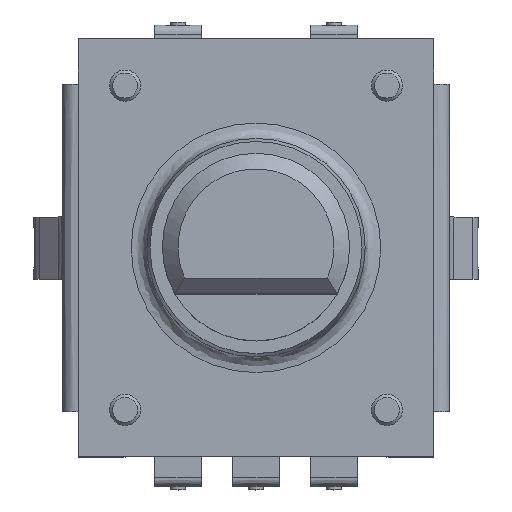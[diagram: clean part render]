
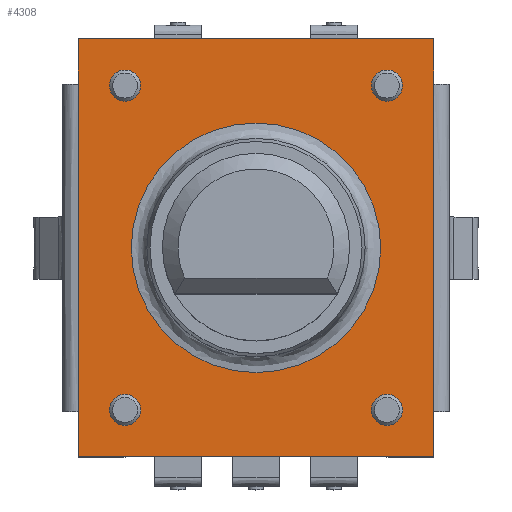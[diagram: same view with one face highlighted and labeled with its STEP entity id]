
A CAD part, top view. The second image highlights one B-rep face of the part: STEP entity #4308.
In plain terms, the highlighted planar face has unit normal (0, 0, 1).
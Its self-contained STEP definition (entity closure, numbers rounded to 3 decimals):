
#118=FACE_BOUND('',#589,.T.);
#119=FACE_BOUND('',#590,.T.);
#120=FACE_BOUND('',#591,.T.);
#121=FACE_BOUND('',#592,.T.);
#122=FACE_BOUND('',#593,.T.);
#144=PLANE('',#4565);
#342=FACE_OUTER_BOUND('',#588,.T.);
#588=EDGE_LOOP('',(#3077,#3078,#3079,#3080,#3081,#3082,#3083,#3084));
#589=EDGE_LOOP('',(#3085));
#590=EDGE_LOOP('',(#3086));
#591=EDGE_LOOP('',(#3087));
#592=EDGE_LOOP('',(#3088));
#593=EDGE_LOOP('',(#3089));
#870=LINE('',#6264,#1401);
#871=LINE('',#6266,#1402);
#872=LINE('',#6268,#1403);
#873=LINE('',#6270,#1404);
#874=LINE('',#6272,#1405);
#875=LINE('',#6274,#1406);
#876=LINE('',#6276,#1407);
#877=LINE('',#6277,#1408);
#1401=VECTOR('',#4898,10.);
#1402=VECTOR('',#4899,10.);
#1403=VECTOR('',#4900,10.);
#1404=VECTOR('',#4901,10.);
#1405=VECTOR('',#4902,10.);
#1406=VECTOR('',#4903,10.);
#1407=VECTOR('',#4904,10.);
#1408=VECTOR('',#4905,10.);
#1910=CIRCLE('',#4564,4.);
#1911=CIRCLE('',#4566,0.5);
#1912=CIRCLE('',#4567,0.5);
#1913=CIRCLE('',#4568,0.5);
#1914=CIRCLE('',#4569,0.5);
#2001=VERTEX_POINT('',#6252);
#2002=VERTEX_POINT('',#6262);
#2003=VERTEX_POINT('',#6263);
#2004=VERTEX_POINT('',#6265);
#2005=VERTEX_POINT('',#6267);
#2006=VERTEX_POINT('',#6269);
#2007=VERTEX_POINT('',#6271);
#2008=VERTEX_POINT('',#6273);
#2009=VERTEX_POINT('',#6275);
#2010=VERTEX_POINT('',#6278);
#2011=VERTEX_POINT('',#6280);
#2012=VERTEX_POINT('',#6282);
#2013=VERTEX_POINT('',#6284);
#2427=EDGE_CURVE('',#2001,#2001,#1910,.T.);
#2428=EDGE_CURVE('',#2002,#2003,#870,.T.);
#2429=EDGE_CURVE('',#2004,#2002,#871,.T.);
#2430=EDGE_CURVE('',#2005,#2004,#872,.T.);
#2431=EDGE_CURVE('',#2006,#2005,#873,.T.);
#2432=EDGE_CURVE('',#2007,#2006,#874,.T.);
#2433=EDGE_CURVE('',#2008,#2007,#875,.T.);
#2434=EDGE_CURVE('',#2009,#2008,#876,.T.);
#2435=EDGE_CURVE('',#2003,#2009,#877,.T.);
#2436=EDGE_CURVE('',#2010,#2010,#1911,.T.);
#2437=EDGE_CURVE('',#2011,#2011,#1912,.T.);
#2438=EDGE_CURVE('',#2012,#2012,#1913,.T.);
#2439=EDGE_CURVE('',#2013,#2013,#1914,.T.);
#3077=ORIENTED_EDGE('',*,*,#2428,.F.);
#3078=ORIENTED_EDGE('',*,*,#2429,.F.);
#3079=ORIENTED_EDGE('',*,*,#2430,.F.);
#3080=ORIENTED_EDGE('',*,*,#2431,.F.);
#3081=ORIENTED_EDGE('',*,*,#2432,.F.);
#3082=ORIENTED_EDGE('',*,*,#2433,.F.);
#3083=ORIENTED_EDGE('',*,*,#2434,.F.);
#3084=ORIENTED_EDGE('',*,*,#2435,.F.);
#3085=ORIENTED_EDGE('',*,*,#2436,.T.);
#3086=ORIENTED_EDGE('',*,*,#2437,.T.);
#3087=ORIENTED_EDGE('',*,*,#2438,.T.);
#3088=ORIENTED_EDGE('',*,*,#2439,.T.);
#3089=ORIENTED_EDGE('',*,*,#2427,.F.);
#4308=ADVANCED_FACE('',(#342,#118,#119,#120,#121,#122),#144,.T.);
#4564=AXIS2_PLACEMENT_3D('',#6260,#4894,#4895);
#4565=AXIS2_PLACEMENT_3D('',#6261,#4896,#4897);
#4566=AXIS2_PLACEMENT_3D('',#6279,#4906,#4907);
#4567=AXIS2_PLACEMENT_3D('',#6281,#4908,#4909);
#4568=AXIS2_PLACEMENT_3D('',#6283,#4910,#4911);
#4569=AXIS2_PLACEMENT_3D('',#6285,#4912,#4913);
#4894=DIRECTION('center_axis',(0.,0.,1.));
#4895=DIRECTION('ref_axis',(1.,0.,0.));
#4896=DIRECTION('center_axis',(0.,0.,1.));
#4897=DIRECTION('ref_axis',(1.,0.,0.));
#4898=DIRECTION('',(0.,-1.,0.));
#4899=DIRECTION('',(0.,-1.,0.));
#4900=DIRECTION('',(1.,0.,0.));
#4901=DIRECTION('',(0.,1.,0.));
#4902=DIRECTION('',(0.,1.,0.));
#4903=DIRECTION('',(0.,1.,0.));
#4904=DIRECTION('',(-1.,0.,0.));
#4905=DIRECTION('',(0.,-1.,0.));
#4906=DIRECTION('center_axis',(0.,0.,-1.));
#4907=DIRECTION('ref_axis',(1.,0.,0.));
#4908=DIRECTION('center_axis',(0.,0.,-1.));
#4909=DIRECTION('ref_axis',(1.,0.,0.));
#4910=DIRECTION('center_axis',(0.,0.,-1.));
#4911=DIRECTION('ref_axis',(1.,0.,0.));
#4912=DIRECTION('center_axis',(0.,0.,-1.));
#4913=DIRECTION('ref_axis',(1.,0.,0.));
#6252=CARTESIAN_POINT('',(-4.,0.,6.1));
#6260=CARTESIAN_POINT('Origin',(0.,0.,6.1));
#6261=CARTESIAN_POINT('Origin',(0.,0.,
6.1));
#6262=CARTESIAN_POINT('',(5.7,5.25,6.1));
#6263=CARTESIAN_POINT('',(5.7,-5.25,6.1));
#6264=CARTESIAN_POINT('',(5.7,2.625,6.1));
#6265=CARTESIAN_POINT('',(5.7,6.7,6.1));
#6266=CARTESIAN_POINT('',(5.7,6.7,6.1));
#6267=CARTESIAN_POINT('',(-5.7,6.7,6.1));
#6268=CARTESIAN_POINT('',(-5.7,6.7,6.1));
#6269=CARTESIAN_POINT('',(-5.7,5.25,6.1));
#6270=CARTESIAN_POINT('',(-5.7,-6.7,6.1));
#6271=CARTESIAN_POINT('',(-5.7,-5.25,6.1));
#6272=CARTESIAN_POINT('',(-5.7,-2.625,6.1));
#6273=CARTESIAN_POINT('',(-5.7,-6.7,6.1));
#6274=CARTESIAN_POINT('',(-5.7,-6.7,6.1));
#6275=CARTESIAN_POINT('',(5.7,-6.7,6.1));
#6276=CARTESIAN_POINT('',(5.7,-6.7,6.1));
#6277=CARTESIAN_POINT('',(5.7,6.7,6.1));
#6278=CARTESIAN_POINT('',(3.7,5.2,6.1));
#6279=CARTESIAN_POINT('Origin',(4.2,5.2,6.1));
#6280=CARTESIAN_POINT('',(-4.7,5.2,6.1));
#6281=CARTESIAN_POINT('Origin',(-4.2,5.2,6.1));
#6282=CARTESIAN_POINT('',(3.7,-5.2,6.1));
#6283=CARTESIAN_POINT('Origin',(4.2,-5.2,6.1));
#6284=CARTESIAN_POINT('',(-4.7,-5.2,6.1));
#6285=CARTESIAN_POINT('Origin',(-4.2,-5.2,6.1));
